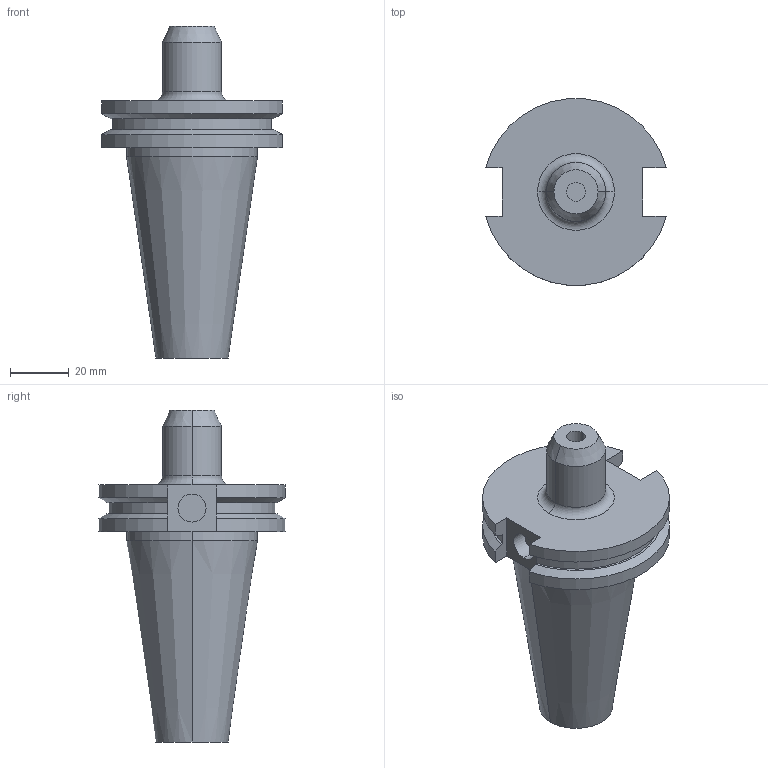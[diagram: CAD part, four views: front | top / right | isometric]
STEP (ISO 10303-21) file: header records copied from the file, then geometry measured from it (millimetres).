
FILE_DESCRIPTION (( 'STEP AP203' ), '1' );
FILE_NAME ('STP-5031-653-A16-175-2(S2-22911-1.75).STEP', '2021-06-23T06:01:48', ( '' ), ( '' ), 'SwSTEP 2.0', 'SolidWorks 2017', '' );
FILE_SCHEMA (( 'CONFIG_CONTROL_DESIGN' ));
Length unit declared in the file: millimetre
Products named in the file (1): STP-5031-653-A16-175-2(S2-22911-1.75)
Bounding box: 61.35 x 63.26 x 112.7 mm (x, y, z)
Volume: 112647.6 mm3; surface area: 20954.2 mm2
Topology: 1 solids, 1 shells, 50 faces, 118 edges, 75 vertices
Faces by surface type: cylinder 20, plane 18, cone 10, torus 2
Entity records: 1521 total; most frequent: CARTESIAN_POINT 266, DIRECTION 262, ORIENTED_EDGE 232, EDGE_CURVE 116, AXIS2_PLACEMENT_3D 103, VERTEX_POINT 75, EDGE_LOOP 57, VECTOR 56
